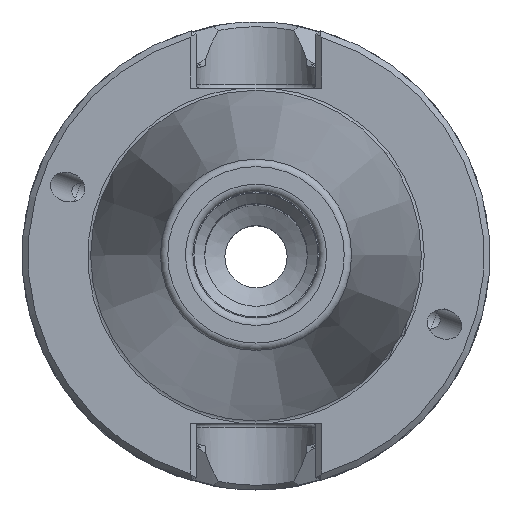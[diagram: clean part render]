
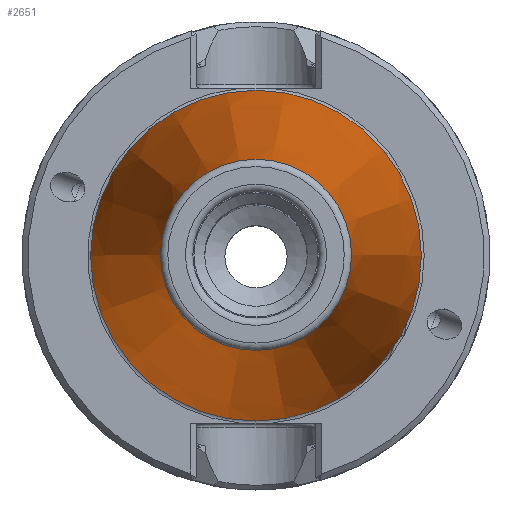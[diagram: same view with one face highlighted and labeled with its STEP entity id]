
A CAD part, top view. The second image highlights one B-rep face of the part: STEP entity #2651.
In plain terms, the highlighted conical face has half-angle 8.297 degrees and reference radius 12.871 mm.
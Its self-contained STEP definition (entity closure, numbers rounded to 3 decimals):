
#206=CONICAL_SURFACE('',#2833,12.871,0.145);
#307=CIRCLE('',#2828,12.871);
#310=CIRCLE('',#2834,22.268);
#449=ORIENTED_EDGE('',*,*,#868,.T.);
#450=ORIENTED_EDGE('',*,*,#864,.F.);
#864=EDGE_CURVE('',#1095,#1095,#307,.T.);
#868=EDGE_CURVE('',#1100,#1100,#310,.T.);
#1095=VERTEX_POINT('',#3684);
#1100=VERTEX_POINT('',#3710);
#1372=EDGE_LOOP('',(#449));
#1373=EDGE_LOOP('',(#450));
#1575=FACE_BOUND('',#1372,.T.);
#1576=FACE_BOUND('',#1373,.T.);
#2651=ADVANCED_FACE('',(#1575,#1576),#206,.T.);
#2828=AXIS2_PLACEMENT_3D('',#3683,#3160,#3161);
#2833=AXIS2_PLACEMENT_3D('',#3708,#3170,#3171);
#2834=AXIS2_PLACEMENT_3D('',#3709,#3172,#3173);
#3160=DIRECTION('',(0.,0.,1.));
#3161=DIRECTION('',(1.,0.,0.));
#3170=DIRECTION('',(0.,0.,-1.));
#3171=DIRECTION('',(-1.,0.,0.));
#3172=DIRECTION('',(0.,0.,1.));
#3173=DIRECTION('',(1.,0.,0.));
#3683=CARTESIAN_POINT('',(0.,0.,64.544));
#3684=CARTESIAN_POINT('',(12.871,0.,64.544));
#3708=CARTESIAN_POINT('',(0.,0.,64.544));
#3709=CARTESIAN_POINT('',(0.,0.,0.106));
#3710=CARTESIAN_POINT('',(22.268,0.,0.106));
